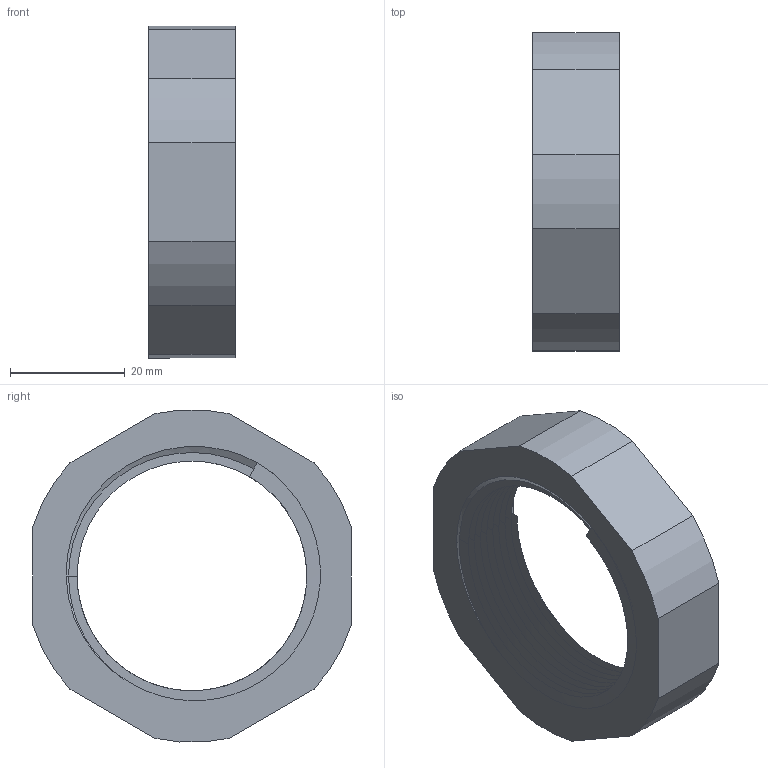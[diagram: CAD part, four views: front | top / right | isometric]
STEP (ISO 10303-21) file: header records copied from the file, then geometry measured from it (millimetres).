
FILE_DESCRIPTION(('FreeCAD Model'),'2;1');
FILE_NAME('Open CASCADE Shape Model','2024-11-08T18:11:06',(''),(''), 'Open CASCADE STEP processor 7.7','FreeCAD','Unknown');
FILE_SCHEMA(('AUTOMOTIVE_DESIGN { 1 0 10303 214 1 1 1 1 }'));
Length unit declared in the file: millimetre
Products named in the file (1): SpindleLockNut45
Bounding box: 15 x 55.43 x 57.84 mm (x, y, z)
Volume: 14937.7 mm3; surface area: 15167.7 mm2
Topology: 1 solids, 1 shells, 55 faces, 118 edges, 66 vertices
Faces by surface type: bspline 38, plane 10, cylinder 7
Full cylindrical faces by diameter (mm): 46 x1
Entity records: 6944 total; most frequent: CARTESIAN_POINT 4774, DIRECTION 293, ORIENTED_EDGE 236, PCURVE 236, DEFINITIONAL_REPRESENTATION 236, LINE 215, VECTOR 215, EDGE_CURVE 118
